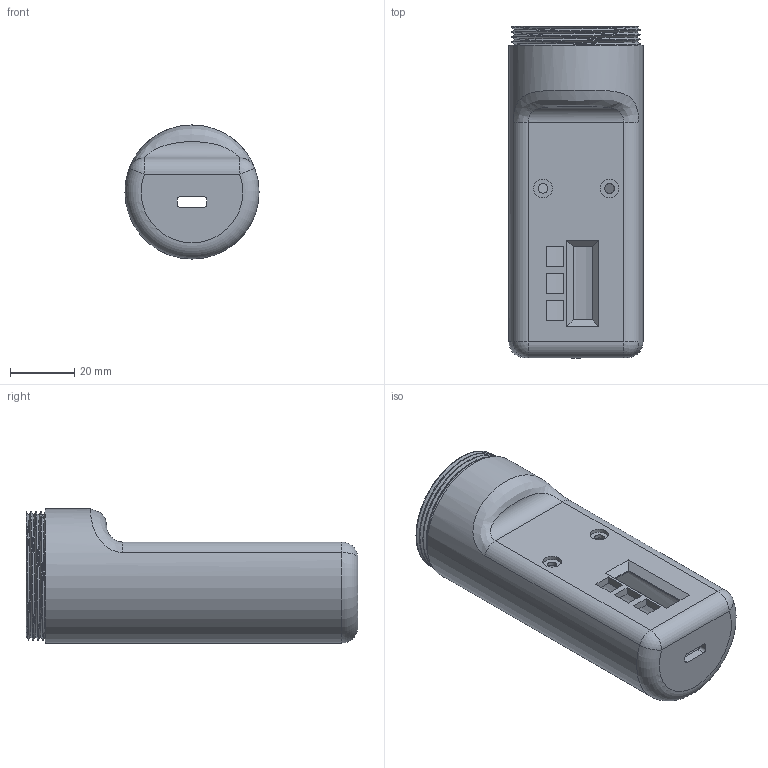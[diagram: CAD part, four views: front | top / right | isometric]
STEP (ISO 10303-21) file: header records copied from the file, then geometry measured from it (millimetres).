
FILE_DESCRIPTION(/* description */ (''),/* implementation_level */ '2;1');
FILE_NAME(/* name */ 'Case_JamJam.step',/* time_stamp */ '2025-11-06T00:09:57+05:30',/* author */ (''),/* organization */ (''),/* preprocessor_version */ 'ST-DEVELOPER v20.1',/* originating_system */ 'Autodesk Translation Framework v14.17.0.0',/* authorisation */ '');
FILE_SCHEMA (('AUTOMOTIVE_DESIGN { 1 0 10303 214 3 1 1 }'));
Length unit declared in the file: millimetre
Products named in the file (1): Jammer
Bounding box: 41.61 x 103 x 41.61 mm (x, y, z)
Volume: 34788.1 mm3; surface area: 26821 mm2
Topology: 1 solids, 1 shells, 130 faces, 352 edges, 230 vertices
Faces by surface type: plane 68, cylinder 55, bspline 4, sphere 2, torus 1
Full cylindrical faces by diameter (mm): 3 x6, 5.8 x2, 35.611 x1, 38.16 x3, 39.85 x3, 41.611 x1
Entity records: 5945 total; most frequent: CARTESIAN_POINT 2569, ORIENTED_EDGE 704, DIRECTION 685, EDGE_CURVE 352, AXIS2_PLACEMENT_3D 234, VERTEX_POINT 230, LINE 217, VECTOR 217
